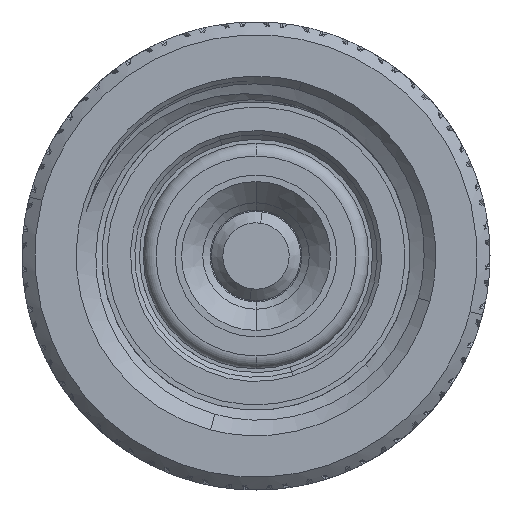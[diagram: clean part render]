
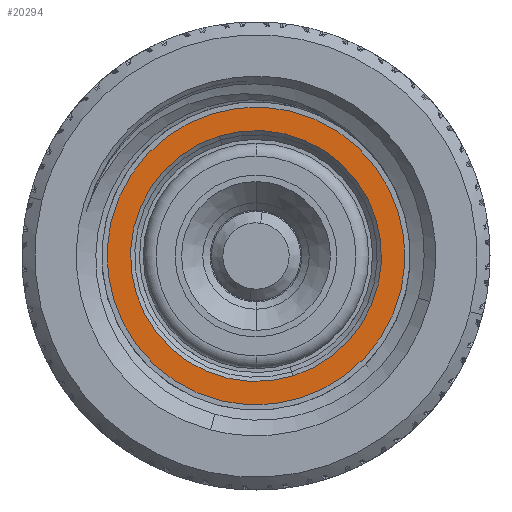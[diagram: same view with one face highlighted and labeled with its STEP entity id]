
A CAD part, left-side view. The second image highlights one B-rep face of the part: STEP entity #20294.
In plain terms, the highlighted planar face has unit normal (-1, 0, 0).
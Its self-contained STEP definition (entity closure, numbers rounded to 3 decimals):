
#2417 = AXIS2_PLACEMENT_3D ( 'NONE', #55361, #61360, #5010 ) ;
#4241 = VERTEX_POINT ( 'NONE', #72797 ) ;
#5010 = DIRECTION ( 'NONE',  ( 0., 0., 1. ) ) ;
#6694 = AXIS2_PLACEMENT_3D ( 'NONE', #31173, #65577, #60588 ) ;
#9464 = FACE_BOUND ( 'NONE', #16893, .T. ) ;
#10839 = PLANE ( 'NONE',  #61738 ) ;
#11334 = CIRCLE ( 'NONE', #2417, 3.5 ) ;
#15164 = CIRCLE ( 'NONE', #6694, 2.95 ) ;
#15333 = DIRECTION ( 'NONE',  ( -1., 0., 0. ) ) ;
#15453 = CARTESIAN_POINT ( 'NONE',  ( -6.08, 0., 3.5 ) ) ;
#15521 = DIRECTION ( 'NONE',  ( -1., 0., 0. ) ) ;
#16893 = EDGE_LOOP ( 'NONE', ( #28336, #20566 ) ) ;
#18346 = EDGE_CURVE ( 'NONE', #73892, #4241, #70163, .T. ) ;
#18588 = EDGE_CURVE ( 'NONE', #4241, #73892, #11334, .T. ) ;
#20294 = ADVANCED_FACE ( 'NONE', ( #54946, #9464 ), #10839, .T. ) ;
#20566 = ORIENTED_EDGE ( 'NONE', *, *, #49693, .F. ) ;
#22309 = DIRECTION ( 'NONE',  ( 0., 0., 1. ) ) ;
#25126 = VERTEX_POINT ( 'NONE', #60621 ) ;
#27550 = DIRECTION ( 'NONE',  ( -1., 0., 0. ) ) ;
#28188 = AXIS2_PLACEMENT_3D ( 'NONE', #49974, #15333, #33236 ) ;
#28336 = ORIENTED_EDGE ( 'NONE', *, *, #67823, .F. ) ;
#28353 = ORIENTED_EDGE ( 'NONE', *, *, #18588, .T. ) ;
#31173 = CARTESIAN_POINT ( 'NONE',  ( -6.08, 0., 0. ) ) ;
#33236 = DIRECTION ( 'NONE',  ( 0., 0., 1. ) ) ;
#38147 = DIRECTION ( 'NONE',  ( 0., 0., 1. ) ) ;
#43569 = AXIS2_PLACEMENT_3D ( 'NONE', #60635, #15521, #38147 ) ;
#44255 = CARTESIAN_POINT ( 'NONE',  ( -6.08, 2.95, 0. ) ) ;
#49693 = EDGE_CURVE ( 'NONE', #59829, #25126, #64005, .T. ) ;
#49974 = CARTESIAN_POINT ( 'NONE',  ( -6.08, 0., 0. ) ) ;
#54946 = FACE_OUTER_BOUND ( 'NONE', #63752, .T. ) ;
#55361 = CARTESIAN_POINT ( 'NONE',  ( -6.08, 0., 0. ) ) ;
#56894 = ORIENTED_EDGE ( 'NONE', *, *, #18346, .T. ) ;
#59829 = VERTEX_POINT ( 'NONE', #60227 ) ;
#60227 = CARTESIAN_POINT ( 'NONE',  ( -6.08, 0., -2.95 ) ) ;
#60588 = DIRECTION ( 'NONE',  ( 0., 0., 1. ) ) ;
#60621 = CARTESIAN_POINT ( 'NONE',  ( -6.08, 0., 2.95 ) ) ;
#60635 = CARTESIAN_POINT ( 'NONE',  ( -6.08, 0., 0. ) ) ;
#61360 = DIRECTION ( 'NONE',  ( -1., 0., 0. ) ) ;
#61738 = AXIS2_PLACEMENT_3D ( 'NONE', #44255, #27550, #22309 ) ;
#63752 = EDGE_LOOP ( 'NONE', ( #56894, #28353 ) ) ;
#64005 = CIRCLE ( 'NONE', #43569, 2.95 ) ;
#65577 = DIRECTION ( 'NONE',  ( -1., 0., 0. ) ) ;
#67823 = EDGE_CURVE ( 'NONE', #25126, #59829, #15164, .T. ) ;
#70163 = CIRCLE ( 'NONE', #28188, 3.5 ) ;
#72797 = CARTESIAN_POINT ( 'NONE',  ( -6.08, 0., -3.5 ) ) ;
#73892 = VERTEX_POINT ( 'NONE', #15453 ) ;
